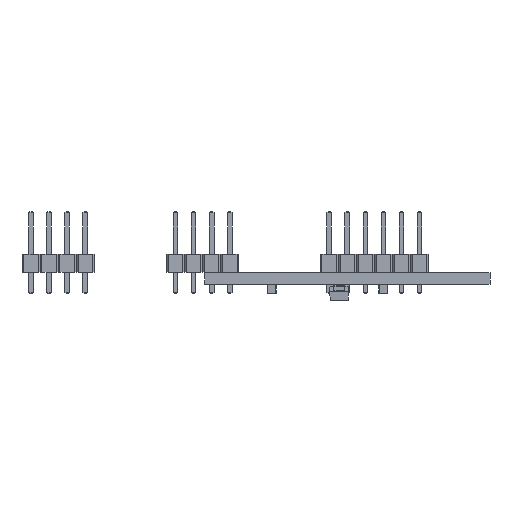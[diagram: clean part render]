
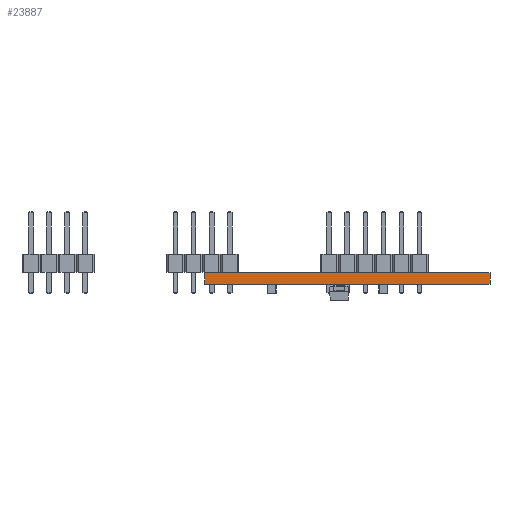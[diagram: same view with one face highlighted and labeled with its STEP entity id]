
A CAD part, left-side view. The second image highlights one B-rep face of the part: STEP entity #23887.
In plain terms, the highlighted planar face has unit normal (-1, 0, 0).
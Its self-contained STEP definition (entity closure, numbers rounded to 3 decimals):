
#23706 = PLANE('',#23707);
#23707 = AXIS2_PLACEMENT_3D('',#23708,#23709,#23710);
#23708 = CARTESIAN_POINT('',(147.066,-76.454,0.));
#23709 = DIRECTION('',(0.,-1.,0.));
#23710 = DIRECTION('',(-1.,0.,0.));
#23731 = VERTEX_POINT('',#23732);
#23732 = CARTESIAN_POINT('',(106.934,-76.454,1.6));
#23746 = PLANE('',#23747);
#23747 = AXIS2_PLACEMENT_3D('',#23748,#23749,#23750);
#23748 = CARTESIAN_POINT('',(127.,-96.52,1.6));
#23749 = DIRECTION('',(0.,0.,1.));
#23750 = DIRECTION('',(1.,0.,-0.));
#23758 = EDGE_CURVE('',#23759,#23731,#23761,.T.);
#23759 = VERTEX_POINT('',#23760);
#23760 = CARTESIAN_POINT('',(106.934,-76.454,0.));
#23761 = SURFACE_CURVE('',#23762,(#23766,#23773),.PCURVE_S1.);
#23762 = LINE('',#23763,#23764);
#23763 = CARTESIAN_POINT('',(106.934,-76.454,0.));
#23764 = VECTOR('',#23765,1.);
#23765 = DIRECTION('',(0.,0.,1.));
#23766 = PCURVE('',#23706,#23767);
#23767 = DEFINITIONAL_REPRESENTATION('',(#23768),#23772);
#23768 = LINE('',#23769,#23770);
#23769 = CARTESIAN_POINT('',(40.132,0.));
#23770 = VECTOR('',#23771,1.);
#23771 = DIRECTION('',(0.,-1.));
#23772 = ( GEOMETRIC_REPRESENTATION_CONTEXT(2) 
PARAMETRIC_REPRESENTATION_CONTEXT() REPRESENTATION_CONTEXT('2D SPACE',''
  ) );
#23773 = PCURVE('',#23774,#23779);
#23774 = PLANE('',#23775);
#23775 = AXIS2_PLACEMENT_3D('',#23776,#23777,#23778);
#23776 = CARTESIAN_POINT('',(106.934,-76.454,0.));
#23777 = DIRECTION('',(1.,0.,-0.));
#23778 = DIRECTION('',(0.,-1.,0.));
#23779 = DEFINITIONAL_REPRESENTATION('',(#23780),#23784);
#23780 = LINE('',#23781,#23782);
#23781 = CARTESIAN_POINT('',(0.,0.));
#23782 = VECTOR('',#23783,1.);
#23783 = DIRECTION('',(0.,-1.));
#23784 = ( GEOMETRIC_REPRESENTATION_CONTEXT(2) 
PARAMETRIC_REPRESENTATION_CONTEXT() REPRESENTATION_CONTEXT('2D SPACE',''
  ) );
#23800 = PLANE('',#23801);
#23801 = AXIS2_PLACEMENT_3D('',#23802,#23803,#23804);
#23802 = CARTESIAN_POINT('',(127.,-96.52,0.));
#23803 = DIRECTION('',(0.,0.,1.));
#23804 = DIRECTION('',(1.,0.,-0.));
#23833 = PLANE('',#23834);
#23834 = AXIS2_PLACEMENT_3D('',#23835,#23836,#23837);
#23835 = CARTESIAN_POINT('',(106.934,-116.586,0.));
#23836 = DIRECTION('',(0.,1.,0.));
#23837 = DIRECTION('',(1.,0.,0.));
#23887 = ADVANCED_FACE('',(#23888),#23774,.F.);
#23888 = FACE_BOUND('',#23889,.F.);
#23889 = EDGE_LOOP('',(#23890,#23891,#23914,#23937));
#23890 = ORIENTED_EDGE('',*,*,#23758,.T.);
#23891 = ORIENTED_EDGE('',*,*,#23892,.T.);
#23892 = EDGE_CURVE('',#23731,#23893,#23895,.T.);
#23893 = VERTEX_POINT('',#23894);
#23894 = CARTESIAN_POINT('',(106.934,-116.586,1.6));
#23895 = SURFACE_CURVE('',#23896,(#23900,#23907),.PCURVE_S1.);
#23896 = LINE('',#23897,#23898);
#23897 = CARTESIAN_POINT('',(106.934,-76.454,1.6));
#23898 = VECTOR('',#23899,1.);
#23899 = DIRECTION('',(0.,-1.,0.));
#23900 = PCURVE('',#23774,#23901);
#23901 = DEFINITIONAL_REPRESENTATION('',(#23902),#23906);
#23902 = LINE('',#23903,#23904);
#23903 = CARTESIAN_POINT('',(0.,-1.6));
#23904 = VECTOR('',#23905,1.);
#23905 = DIRECTION('',(1.,0.));
#23906 = ( GEOMETRIC_REPRESENTATION_CONTEXT(2) 
PARAMETRIC_REPRESENTATION_CONTEXT() REPRESENTATION_CONTEXT('2D SPACE',''
  ) );
#23907 = PCURVE('',#23746,#23908);
#23908 = DEFINITIONAL_REPRESENTATION('',(#23909),#23913);
#23909 = LINE('',#23910,#23911);
#23910 = CARTESIAN_POINT('',(-20.066,20.066));
#23911 = VECTOR('',#23912,1.);
#23912 = DIRECTION('',(0.,-1.));
#23913 = ( GEOMETRIC_REPRESENTATION_CONTEXT(2) 
PARAMETRIC_REPRESENTATION_CONTEXT() REPRESENTATION_CONTEXT('2D SPACE',''
  ) );
#23914 = ORIENTED_EDGE('',*,*,#23915,.F.);
#23915 = EDGE_CURVE('',#23916,#23893,#23918,.T.);
#23916 = VERTEX_POINT('',#23917);
#23917 = CARTESIAN_POINT('',(106.934,-116.586,0.));
#23918 = SURFACE_CURVE('',#23919,(#23923,#23930),.PCURVE_S1.);
#23919 = LINE('',#23920,#23921);
#23920 = CARTESIAN_POINT('',(106.934,-116.586,0.));
#23921 = VECTOR('',#23922,1.);
#23922 = DIRECTION('',(0.,0.,1.));
#23923 = PCURVE('',#23774,#23924);
#23924 = DEFINITIONAL_REPRESENTATION('',(#23925),#23929);
#23925 = LINE('',#23926,#23927);
#23926 = CARTESIAN_POINT('',(40.132,0.));
#23927 = VECTOR('',#23928,1.);
#23928 = DIRECTION('',(0.,-1.));
#23929 = ( GEOMETRIC_REPRESENTATION_CONTEXT(2) 
PARAMETRIC_REPRESENTATION_CONTEXT() REPRESENTATION_CONTEXT('2D SPACE',''
  ) );
#23930 = PCURVE('',#23833,#23931);
#23931 = DEFINITIONAL_REPRESENTATION('',(#23932),#23936);
#23932 = LINE('',#23933,#23934);
#23933 = CARTESIAN_POINT('',(0.,0.));
#23934 = VECTOR('',#23935,1.);
#23935 = DIRECTION('',(0.,-1.));
#23936 = ( GEOMETRIC_REPRESENTATION_CONTEXT(2) 
PARAMETRIC_REPRESENTATION_CONTEXT() REPRESENTATION_CONTEXT('2D SPACE',''
  ) );
#23937 = ORIENTED_EDGE('',*,*,#23938,.F.);
#23938 = EDGE_CURVE('',#23759,#23916,#23939,.T.);
#23939 = SURFACE_CURVE('',#23940,(#23944,#23951),.PCURVE_S1.);
#23940 = LINE('',#23941,#23942);
#23941 = CARTESIAN_POINT('',(106.934,-76.454,0.));
#23942 = VECTOR('',#23943,1.);
#23943 = DIRECTION('',(0.,-1.,0.));
#23944 = PCURVE('',#23774,#23945);
#23945 = DEFINITIONAL_REPRESENTATION('',(#23946),#23950);
#23946 = LINE('',#23947,#23948);
#23947 = CARTESIAN_POINT('',(0.,0.));
#23948 = VECTOR('',#23949,1.);
#23949 = DIRECTION('',(1.,0.));
#23950 = ( GEOMETRIC_REPRESENTATION_CONTEXT(2) 
PARAMETRIC_REPRESENTATION_CONTEXT() REPRESENTATION_CONTEXT('2D SPACE',''
  ) );
#23951 = PCURVE('',#23800,#23952);
#23952 = DEFINITIONAL_REPRESENTATION('',(#23953),#23957);
#23953 = LINE('',#23954,#23955);
#23954 = CARTESIAN_POINT('',(-20.066,20.066));
#23955 = VECTOR('',#23956,1.);
#23956 = DIRECTION('',(0.,-1.));
#23957 = ( GEOMETRIC_REPRESENTATION_CONTEXT(2) 
PARAMETRIC_REPRESENTATION_CONTEXT() REPRESENTATION_CONTEXT('2D SPACE',''
  ) );
